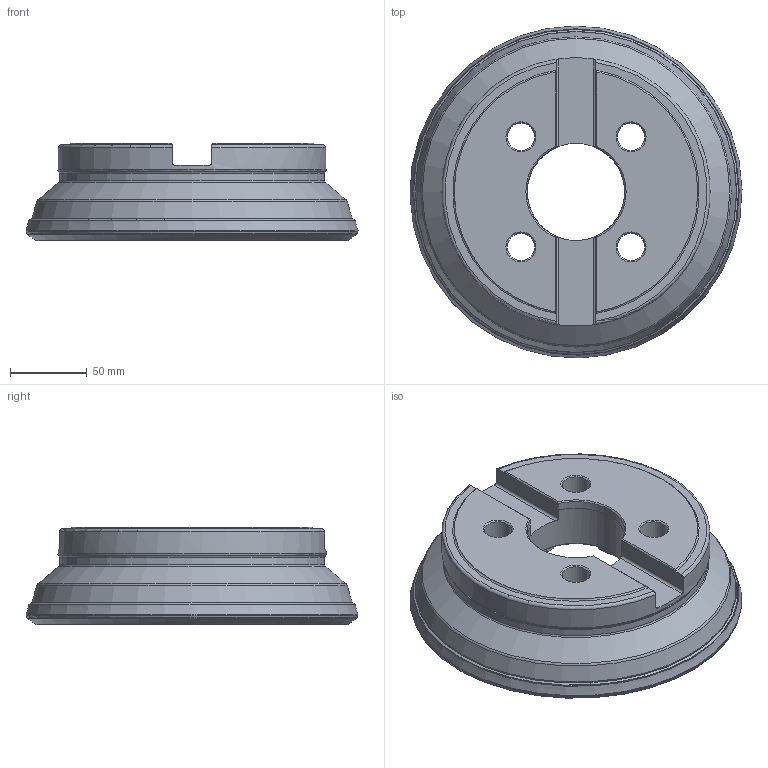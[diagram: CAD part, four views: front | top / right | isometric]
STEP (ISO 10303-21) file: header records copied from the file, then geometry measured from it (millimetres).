
FILE_DESCRIPTION(/* description */ (''),/* implementation_level */ '2;1');
FILE_NAME(/* name */ '17001018.stp',/* time_stamp */ '2024-05-03T07:44:32+09:00',/* author */ (''),/* organization */ (''),/* preprocessor_version */ 'ST-DEVELOPER v16',/* originating_system */ 'SIEMENS PLM Software NX 10.0',/* authorisation */ '');
FILE_SCHEMA (('AP203_CONFIGURATION_CONTROLLED_3D_DESIGN_OF_MECHANICAL_PARTS_AND_ASSEMBLIES_MIM_LF { 1 0 10303 403 2 1 2}'));
Length unit declared in the file: millimetre
Products named in the file (1): 10221A6C8B27vrcz
Bounding box: 216.69 x 216.69 x 63.54 mm (x, y, z)
Volume: 1151214.4 mm3; surface area: 145337.8 mm2
Topology: 1 solids, 2 shells, 167 faces, 454 edges, 320 vertices
Faces by surface type: cylinder 37, cone 35, plane 33, torus 32, revolution 30
Full cylindrical faces by diameter (mm): 18 x4, 63.5 x1, 140 x1, 173 x1, 175 x1, 212.6 x1
Entity records: 5020 total; most frequent: CARTESIAN_POINT 1327, DIRECTION 768, ORIENTED_EDGE 634, EDGE_CURVE 317, AXIS2_PLACEMENT_3D 315, EDGE_LOOP 244, VERTEX_POINT 219, CIRCLE 177
